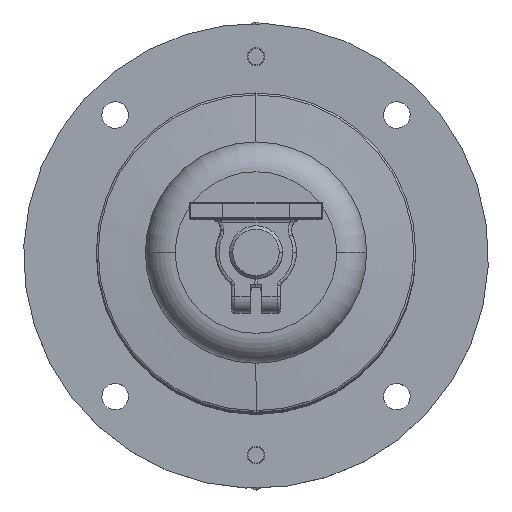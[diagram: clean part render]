
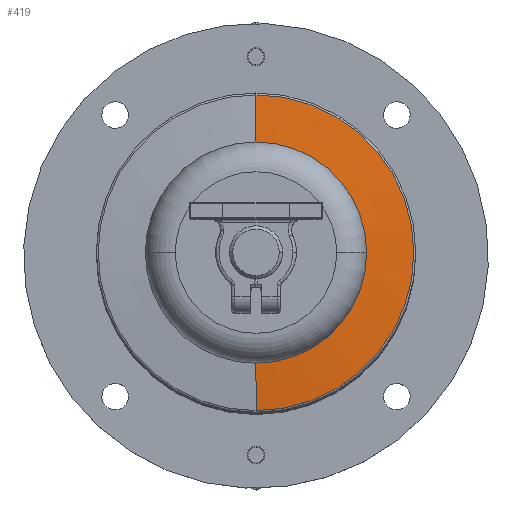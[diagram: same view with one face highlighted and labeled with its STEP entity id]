
A CAD part, top view. The second image highlights one B-rep face of the part: STEP entity #419.
In plain terms, the highlighted conical face has half-angle 85 degrees and reference radius 84.5 mm.
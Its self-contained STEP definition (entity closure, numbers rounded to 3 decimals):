
#419 = ADVANCED_FACE ( 'NONE', ( #5123 ), #5133, .T. ) ;
#833 = AXIS2_PLACEMENT_3D ( 'NONE', #27195, #27204, #27215 ) ;
#867 = AXIS2_PLACEMENT_3D ( 'NONE', #27203, #27225, #27241 ) ;
#2699 = CIRCLE ( 'NONE', #833, 142.674 ) ;
#2770 = VECTOR ( 'NONE', #27310, 1000. ) ;
#2774 = CIRCLE ( 'NONE', #867, 89.064 ) ;
#2798 = LINE ( 'NONE', #27309, #2770 ) ;
#3033 = VECTOR ( 'NONE', #27674, 1000. ) ;
#3070 = LINE ( 'NONE', #27647, #3033 ) ;
#5123 = FACE_OUTER_BOUND ( 'NONE', #50776, .T. ) ;
#5133 = CONICAL_SURFACE ( 'NONE', #25519, 84.5, 1.484 ) ;
#10558 = VERTEX_POINT ( 'NONE', #43164 ) ;
#10564 = VERTEX_POINT ( 'NONE', #43167 ) ;
#13056 = VERTEX_POINT ( 'NONE', #33165 ) ;
#13068 = VERTEX_POINT ( 'NONE', #33169 ) ;
#16923 = DIRECTION ( 'NONE',  ( 0., 0., -1. ) ) ;
#16925 = CARTESIAN_POINT ( 'NONE',  ( 0., 0., 1432. ) ) ;
#16960 = DIRECTION ( 'NONE',  ( 0., 1., 0. ) ) ;
#25519 = AXIS2_PLACEMENT_3D ( 'NONE', #16925, #16923, #16960 ) ;
#27195 = CARTESIAN_POINT ( 'NONE',  ( 0., 0., 1426.91 ) ) ;
#27203 = CARTESIAN_POINT ( 'NONE',  ( 0., 0., 1431.601 ) ) ;
#27204 = DIRECTION ( 'NONE',  ( 0., 0., -1. ) ) ;
#27215 = DIRECTION ( 'NONE',  ( 0., 1., 0. ) ) ;
#27225 = DIRECTION ( 'NONE',  ( 0., 0., -1. ) ) ;
#27241 = DIRECTION ( 'NONE',  ( 0., 1., 0. ) ) ;
#27309 = CARTESIAN_POINT ( 'NONE',  ( 0., -84.5, 1432. ) ) ;
#27310 = DIRECTION ( 'NONE',  ( 0., -0.996, -0.087 ) ) ;
#27647 = CARTESIAN_POINT ( 'NONE',  ( 0., 84.5, 1432. ) ) ;
#27674 = DIRECTION ( 'NONE',  ( 0., 0.996, -0.087 ) ) ;
#28537 = EDGE_CURVE ( 'NONE', #13068, #13056, #2699, .T. ) ;
#28557 = EDGE_CURVE ( 'NONE', #10558, #10564, #2774, .T. ) ;
#28582 = EDGE_CURVE ( 'NONE', #10564, #13056, #2798, .T. ) ;
#28782 = EDGE_CURVE ( 'NONE', #10558, #13068, #3070, .T. ) ;
#33011 = ORIENTED_EDGE ( 'NONE', *, *, #28582, .T. ) ;
#33025 = ORIENTED_EDGE ( 'NONE', *, *, #28537, .F. ) ;
#33027 = ORIENTED_EDGE ( 'NONE', *, *, #28782, .F. ) ;
#33127 = ORIENTED_EDGE ( 'NONE', *, *, #28557, .T. ) ;
#33165 = CARTESIAN_POINT ( 'NONE',  ( 0., -142.674, 1426.91 ) ) ;
#33169 = CARTESIAN_POINT ( 'NONE',  ( 0., 142.674, 1426.91 ) ) ;
#43164 = CARTESIAN_POINT ( 'NONE',  ( 0., 89.064, 1431.601 ) ) ;
#43167 = CARTESIAN_POINT ( 'NONE',  ( 0., -89.064, 1431.601 ) ) ;
#50776 = EDGE_LOOP ( 'NONE', ( #33127, #33011, #33025, #33027 ) ) ;
